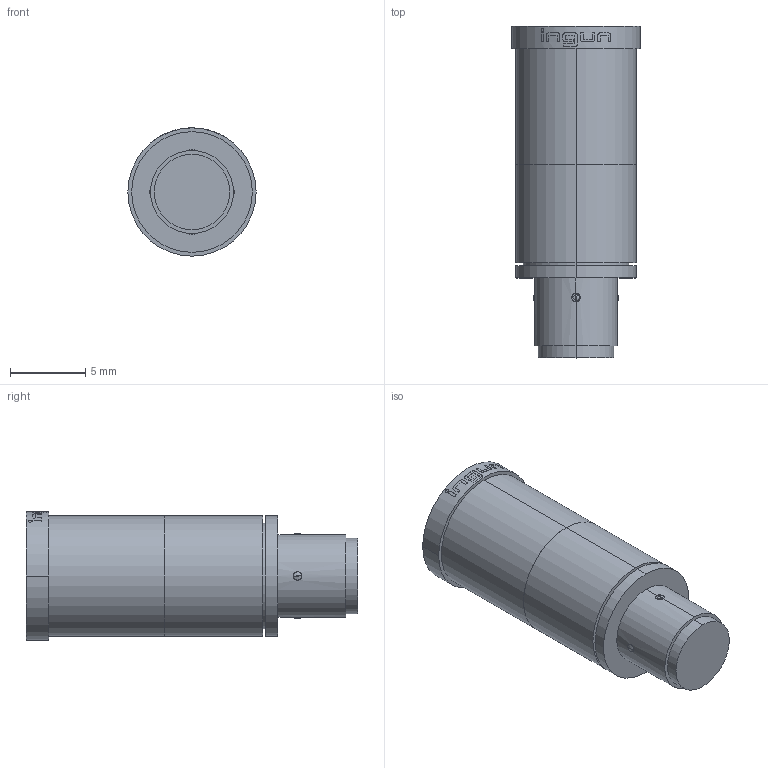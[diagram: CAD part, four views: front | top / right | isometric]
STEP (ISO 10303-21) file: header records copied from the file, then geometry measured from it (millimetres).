
FILE_DESCRIPTION (( 'STEP AP203' ), '1' );
FILE_NAME ('INGUN_HAS-810_220.STEP', '2022-05-09T12:45:16', ( 'ochi' ), ( '' ), 'SwSTEP 2.0', 'SolidWorks 2018', '' );
FILE_SCHEMA (( 'CONFIG_CONTROL_DESIGN' ));
Length unit declared in the file: millimetre
Products named in the file (1): INGUN_HAS-810_220
Bounding box: 8.5 x 22 x 8.5 mm (x, y, z)
Volume: 968.6 mm3; surface area: 648.9 mm2
Topology: 1 solids, 1 shells, 102 faces, 254 edges, 168 vertices
Faces by surface type: plane 52, bspline 30, cylinder 20
Entity records: 4437 total; most frequent: CARTESIAN_POINT 2145, ORIENTED_EDGE 508, DIRECTION 374, EDGE_CURVE 254, VERTEX_POINT 168, AXIS2_PLACEMENT_3D 149, EDGE_LOOP 116, B_SPLINE_CURVE_WITH_KNOTS 102
